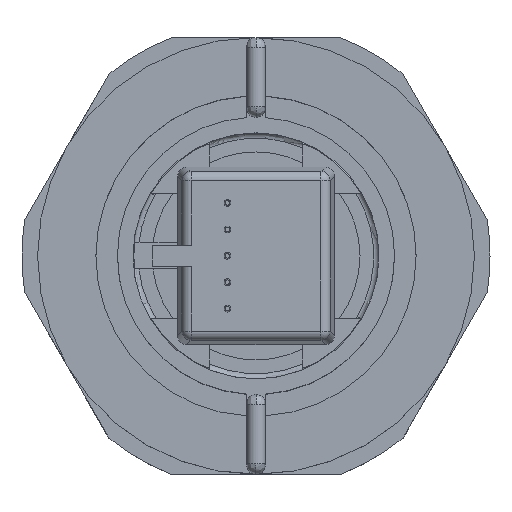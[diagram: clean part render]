
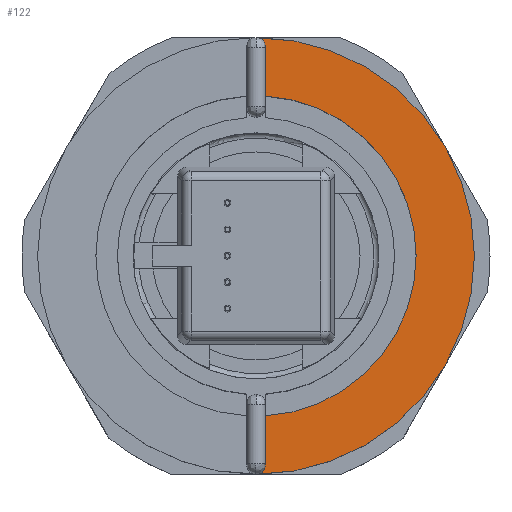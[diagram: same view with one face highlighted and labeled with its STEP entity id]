
A CAD part, top view. The second image highlights one B-rep face of the part: STEP entity #122.
In plain terms, the highlighted planar face has unit normal (0, 0, 1).
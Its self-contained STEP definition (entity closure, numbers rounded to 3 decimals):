
#122=ADVANCED_FACE('',(#903),#904,.F.);
#903=FACE_OUTER_BOUND('',#2777,.T.);
#904=PLANE('',#2778);
#2777=EDGE_LOOP('',(#9616,#9617,#9618,#9619,#9620,#9621,#9622));
#2778=AXIS2_PLACEMENT_3D('',#9623,#9624,#9625);
#9616=ORIENTED_EDGE('',*,*,#15235,.F.);
#9617=ORIENTED_EDGE('',*,*,#15245,.T.);
#9618=ORIENTED_EDGE('',*,*,#15246,.F.);
#9619=ORIENTED_EDGE('',*,*,#15247,.F.);
#9620=ORIENTED_EDGE('',*,*,#15248,.F.);
#9621=ORIENTED_EDGE('',*,*,#15249,.T.);
#9622=ORIENTED_EDGE('',*,*,#15250,.F.);
#9623=CARTESIAN_POINT('',(0.0,0.0,1.5));
#9624=DIRECTION('',(0.0,0.0,-1.0));
#9625=DIRECTION('',(0.0,-1.0,0.0));
#15235=EDGE_CURVE('',#17351,#17352,#17353,.T.);
#15245=EDGE_CURVE('',#17351,#17369,#17370,.T.);
#15246=EDGE_CURVE('',#17371,#17369,#17372,.T.);
#15247=EDGE_CURVE('',#17373,#17371,#17374,.T.);
#15248=EDGE_CURVE('',#17375,#17373,#17376,.T.);
#15249=EDGE_CURVE('',#17375,#17358,#17377,.T.);
#15250=EDGE_CURVE('',#17352,#17358,#17378,.T.);
#17351=VERTEX_POINT('',#22400);
#17352=VERTEX_POINT('',#22401);
#17353=CIRCLE('',#22402,21.0);
#17358=VERTEX_POINT('',#22409);
#17369=VERTEX_POINT('',#22422);
#17370=CIRCLE('',#22423,0.9);
#17371=VERTEX_POINT('',#22424);
#17372=LINE('',#22425,#22426);
#17373=VERTEX_POINT('',#22427);
#17374=CIRCLE('',#22428,15.4);
#17375=VERTEX_POINT('',#22429);
#17376=LINE('',#22430,#22431);
#17377=CIRCLE('',#22432,0.9);
#17378=CIRCLE('',#22433,21.0);
#22400=CARTESIAN_POINT('',(0.0,21.0,1.5));
#22401=CARTESIAN_POINT('',(21.0,0.0,1.5));
#22402=AXIS2_PLACEMENT_3D('',#29943,#29944,#29945);
#22409=CARTESIAN_POINT('',(0.,-21.0,1.5));
#22422=CARTESIAN_POINT('',(0.9,20.1,1.5));
#22423=AXIS2_PLACEMENT_3D('',#29965,#29966,#29967);
#22424=CARTESIAN_POINT('',(0.9,15.374,1.5));
#22425=CARTESIAN_POINT('',(0.9,15.374,1.5));
#22426=VECTOR('',#29968,4.726);
#22427=CARTESIAN_POINT('',(0.9,-15.374,1.5));
#22428=AXIS2_PLACEMENT_3D('',#29969,#29970,#29971);
#22429=CARTESIAN_POINT('',(0.9,-20.1,1.5));
#22430=CARTESIAN_POINT('',(0.9,-20.1,1.5));
#22431=VECTOR('',#29972,4.726);
#22432=AXIS2_PLACEMENT_3D('',#29973,#29974,#29975);
#22433=AXIS2_PLACEMENT_3D('',#29976,#29977,#29978);
#29943=CARTESIAN_POINT('',(0.0,0.0,1.5));
#29944=DIRECTION('',(0.0,0.0,-1.0));
#29945=DIRECTION('',(0.0,1.0,0.0));
#29965=CARTESIAN_POINT('',(0.0,20.1,1.5));
#29966=DIRECTION('',(0.0,0.0,-1.0));
#29967=DIRECTION('',(0.0,1.0,0.0));
#29968=DIRECTION('',(0.0,1.0,0.0));
#29969=CARTESIAN_POINT('',(0.0,0.0,1.5));
#29970=DIRECTION('',(0.0,0.0,1.0));
#29971=DIRECTION('',(0.058,-0.998,0.0));
#29972=DIRECTION('',(0.0,1.0,0.0));
#29973=CARTESIAN_POINT('',(0.,-20.1,1.5));
#29974=DIRECTION('',(0.0,0.0,-1.0));
#29975=DIRECTION('',(1.0,0.0,0.0));
#29976=CARTESIAN_POINT('',(0.0,0.0,1.5));
#29977=DIRECTION('',(0.0,0.0,-1.0));
#29978=DIRECTION('',(1.0,0.0,0.0));
